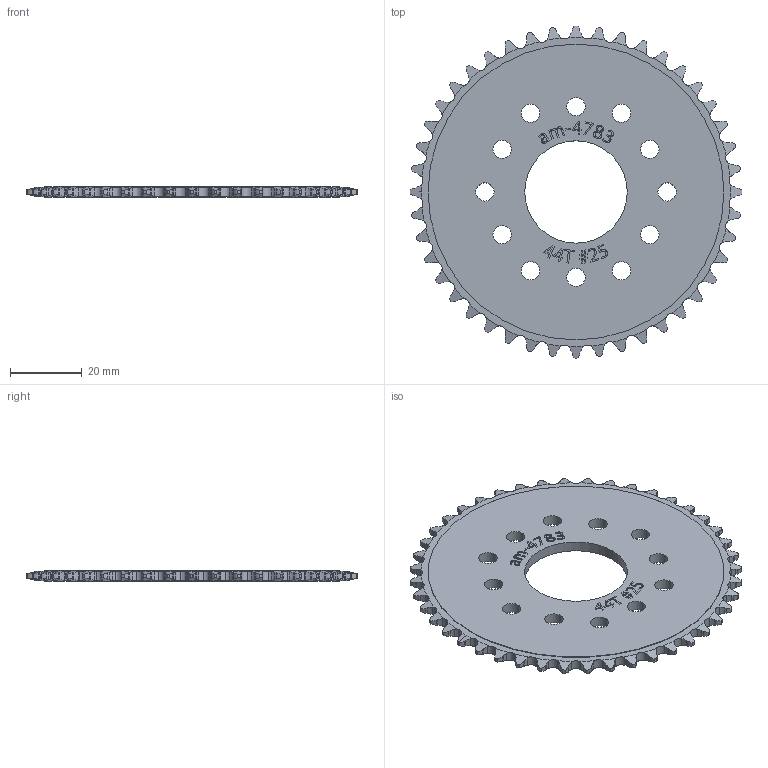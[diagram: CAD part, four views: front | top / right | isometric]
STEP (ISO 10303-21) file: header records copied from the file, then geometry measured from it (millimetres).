
FILE_DESCRIPTION (( 'STEP AP203' ), '1' );
FILE_NAME ('am-4783 44T 25 Chain 1125in Plate.STEP', '2022-08-03T20:15:35', ( '' ), ( '' ), 'SwSTEP 2.0', 'SolidWorks 2022', '' );
FILE_SCHEMA (( 'CONFIG_CONTROL_DESIGN' ));
Length unit declared in the file: inch
Products named in the file (1): am-4783 44T 25 Chain 1125in Plate
Bounding box: 92.64 x 92.64 x 3 mm (x, y, z)
Volume: 15349.9 mm3; surface area: 12429.3 mm2
Topology: 1 solids, 1 shells, 741 faces, 2150 edges, 1433 vertices
Faces by surface type: cylinder 321, plane 257, cone 90, bspline 73
Entity records: 28626 total; most frequent: CARTESIAN_POINT 10570, ORIENTED_EDGE 4300, DIRECTION 2947, EDGE_CURVE 2150, VERTEX_POINT 1433, AXIS2_PLACEMENT_3D 1014, VECTOR 919, LINE 919
